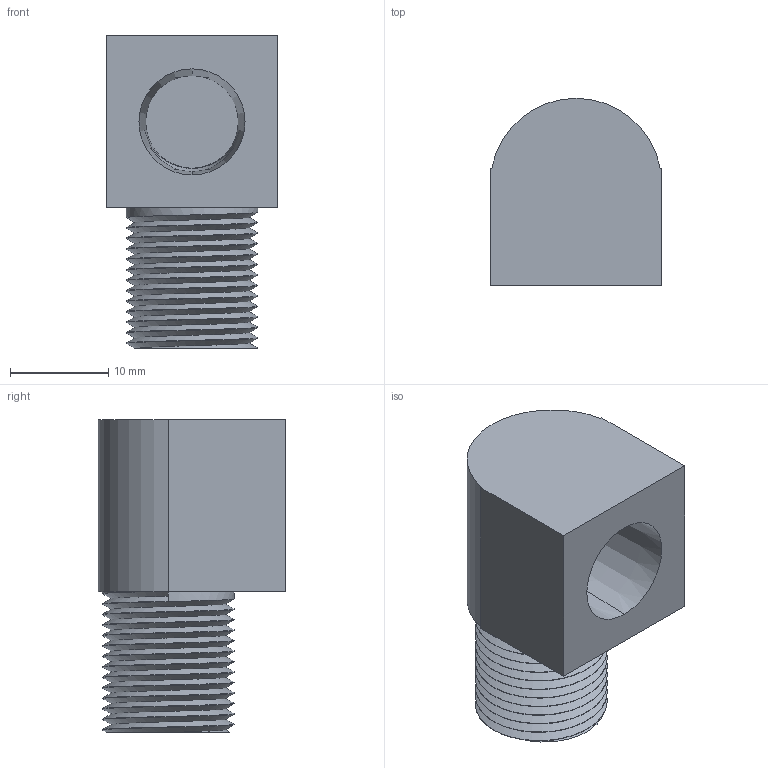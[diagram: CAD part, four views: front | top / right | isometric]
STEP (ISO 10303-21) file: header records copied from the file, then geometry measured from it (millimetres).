
FILE_DESCRIPTION (( 'STEP AP203' ), '1' );
FILE_NAME ('BFSE-14N.step', '2016-02-15T20:06:20', ( '' ), ( '' ), 'SwSTEP 2.0', 'SolidWorks 2015', '' );
FILE_SCHEMA (( 'CONFIG_CONTROL_DESIGN' ));
Length unit declared in the file: inch
Products named in the file (1): BFSE-14N
Bounding box: 17.42 x 19.05 x 31.8 mm (x, y, z)
Volume: 4606 mm3; surface area: 3724.9 mm2
Topology: 1 solids, 1 shells, 45 faces, 123 edges, 81 vertices
Faces by surface type: cylinder 30, plane 10, bspline 3, cone 2
Entity records: 3393 total; most frequent: CARTESIAN_POINT 2349, ORIENTED_EDGE 246, DIRECTION 157, EDGE_CURVE 123, VERTEX_POINT 81, AXIS2_PLACEMENT_3D 55, EDGE_LOOP 48, VECTOR 47
